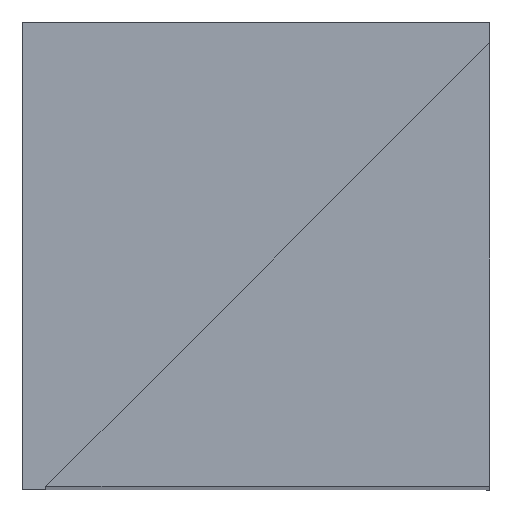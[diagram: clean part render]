
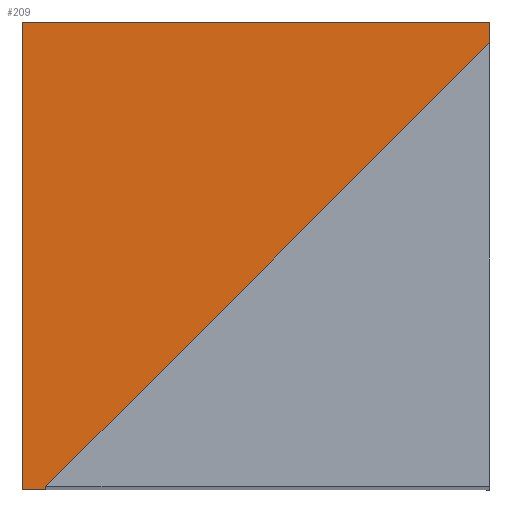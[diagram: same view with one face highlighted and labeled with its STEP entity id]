
A CAD part, top view. The second image highlights one B-rep face of the part: STEP entity #209.
In plain terms, the highlighted planar face has unit normal (0, 0, 1).
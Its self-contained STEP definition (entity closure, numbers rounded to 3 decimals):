
#84=PLANE('',#777);
#114=LINE('',#1234,#160);
#123=LINE('',#1254,#169);
#126=LINE('',#1260,#172);
#127=LINE('',#1262,#173);
#128=LINE('',#1263,#174);
#160=VECTOR('',#891,1.);
#169=VECTOR('',#904,1.);
#172=VECTOR('',#909,1.);
#173=VECTOR('',#912,1.);
#174=VECTOR('',#913,1.);
#209=ADVANCED_FACE('',(#254),#84,.T.);
#254=FACE_OUTER_BOUND('',#293,.T.);
#293=EDGE_LOOP('',(#450,#451,#452,#453,#454));
#450=ORIENTED_EDGE('',*,*,#658,.T.);
#451=ORIENTED_EDGE('',*,*,#671,.F.);
#452=ORIENTED_EDGE('',*,*,#670,.F.);
#453=ORIENTED_EDGE('',*,*,#667,.F.);
#454=ORIENTED_EDGE('',*,*,#672,.F.);
#573=VERTEX_POINT('',#1235);
#574=VERTEX_POINT('',#1236);
#579=VERTEX_POINT('',#1249);
#581=VERTEX_POINT('',#1253);
#582=VERTEX_POINT('',#1257);
#658=EDGE_CURVE('',#573,#574,#114,.T.);
#667=EDGE_CURVE('',#581,#579,#123,.T.);
#670=EDGE_CURVE('',#579,#582,#126,.T.);
#671=EDGE_CURVE('',#582,#574,#127,.T.);
#672=EDGE_CURVE('',#573,#581,#128,.T.);
#777=AXIS2_PLACEMENT_3D('',#1264,#914,#915);
#891=DIRECTION('',(0.707,0.707,0.));
#904=DIRECTION('',(0.,1.,0.));
#909=DIRECTION('',(1.,0.,0.));
#912=DIRECTION('',(0.,-1.,0.));
#913=DIRECTION('',(-1.,0.,0.));
#914=DIRECTION('',(0.,0.,1.));
#915=DIRECTION('',(0.,1.,0.));
#1234=CARTESIAN_POINT('',(1.229,1.088,2.));
#1235=CARTESIAN_POINT('',(-1.259,-1.4,2.));
#1236=CARTESIAN_POINT('',(1.4,1.259,2.));
#1249=CARTESIAN_POINT('',(-1.4,1.4,2.));
#1253=CARTESIAN_POINT('',(-1.4,-1.4,2.));
#1254=CARTESIAN_POINT('',(-1.4,-1.25,2.));
#1257=CARTESIAN_POINT('',(1.4,1.4,2.));
#1260=CARTESIAN_POINT('',(-1.25,1.4,2.));
#1262=CARTESIAN_POINT('',(1.4,1.25,2.));
#1263=CARTESIAN_POINT('',(-1.19,-1.4,2.));
#1264=CARTESIAN_POINT('',(1.54,-1.54,2.));
